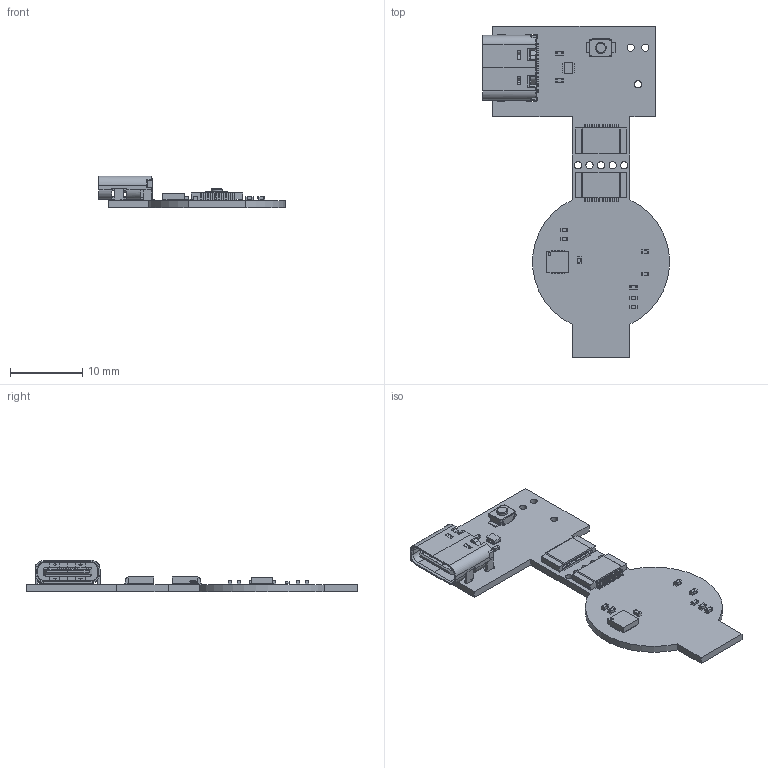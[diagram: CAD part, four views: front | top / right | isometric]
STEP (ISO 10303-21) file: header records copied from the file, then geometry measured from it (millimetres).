
FILE_DESCRIPTION(('KiCad electronic assembly'),'2;1');
FILE_NAME('2205 Gimbal Motor Driver-V0.1-2025-01-20-3D.step', '2025-01-20T10:50:17',('Pcbnew'),('Kicad'), 'Open CASCADE STEP processor 7.6','KiCad to STEP converter','Unknown' );
FILE_SCHEMA(('AUTOMOTIVE_DESIGN { 1 0 10303 214 1 1 1 1 }'));
Length unit declared in the file: millimetre
Products named in the file (18): 2205 Gimbal Motor Driver-V0.1-2025-01-20-3D 1; CONN-SMD_10P-P0.50_0.5K-1.2W-10PWB; SOT-666; SOT_666; C_0402_1005Metric; SW_SPST_B3U-1000P; TMC6300-LA-T; ASSEMBLY; R_0402_1005Metric; USB_C_Receptacle_GCT_USB4105-xx-A_16P_TopMnt_Horizontal; USB_C_Receptacle_16P_TopMnt_Horizontal_GCT_USB4105-xx-A; kibot_7f6popa2_PCB
Assembly tree (25 placements, depth 3):
  2205 Gimbal Motor Driver-V0.1-2025-01-20-3D 1
    CONN-SMD_10P-P0.50_0.5K-1.2W-10PWB  x2
      CONN-SMD_10P-P0.50_0.5K-1.2W-10PWB
    SOT-666
      SOT_666
    C_0402_1005Metric  x7
      C_0402_1005Metric
    SW_SPST_B3U-1000P
      SW_SPST_B3U-1000P
    TMC6300-LA-T
      ASSEMBLY
    R_0402_1005Metric
      R_0402_1005Metric
    USB_C_Receptacle_GCT_USB4105-xx-A_16P_TopMnt_Horizontal
      USB_C_Receptacle_16P_TopMnt_Horizontal_GCT_USB4105-xx-A
    R_0402_1005Metric  x2
      R_0402_1005Metric
    kibot_7f6popa2_PCB
Bounding box: 25.86 x 45.9 x 4.36 mm (x, y, z)
Volume: 857 mm3; surface area: 2586.5 mm2
Topology: 93 solids, 93 shells, 2596 faces, 6828 edges, 4423 vertices
Faces by surface type: plane 1878, cylinder 466, bspline 210, sphere 17, torus 17, cone 8
Full cylindrical faces by diameter (mm): 0.375 x1, 0.5 x2, 0.65 x2, 0.991 x3, 1 x5, 1.5 x1
Entity records: 66536 total; most frequent: CARTESIAN_POINT 11098, ORIENTED_EDGE 9216, DIRECTION 8480, EDGE_CURVE 4608, LINE 3686, VECTOR 3686, VERTEX_POINT 2957, AXIS2_PLACEMENT_3D 2397
